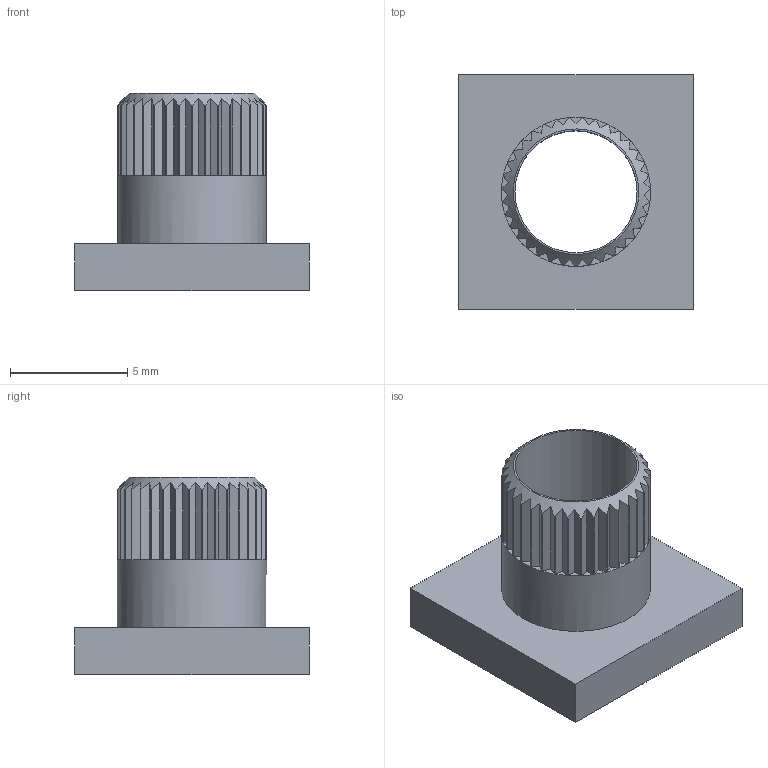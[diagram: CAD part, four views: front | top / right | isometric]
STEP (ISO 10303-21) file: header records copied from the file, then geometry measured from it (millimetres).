
FILE_DESCRIPTION (( 'STEP AP203' ), '1' );
FILE_NAME ('96966-A.STEP', '2016-11-18T11:57:45', ( 'Anwender' ), ( '' ), 'SwSTEP 2.0', 'SolidWorks 2015', '' );
FILE_SCHEMA (( 'CONFIG_CONTROL_DESIGN' ));
Length unit declared in the file: millimetre
Products named in the file (1): 96966-A
Bounding box: 10 x 10 x 8.4 mm (x, y, z)
Volume: 211.8 mm3; surface area: 517.3 mm2
Topology: 1 solids, 1 shells, 116 faces, 338 edges, 225 vertices
Faces by surface type: plane 112, cylinder 2, cone 2
Full cylindrical faces by diameter (mm): 5.2 x1, 6.35 x1
Entity records: 3942 total; most frequent: CARTESIAN_POINT 882, ORIENTED_EDGE 664, DIRECTION 571, EDGE_CURVE 332, VERTEX_POINT 223, AXIS2_PLACEMENT_3D 192, VECTOR 187, LINE 187
